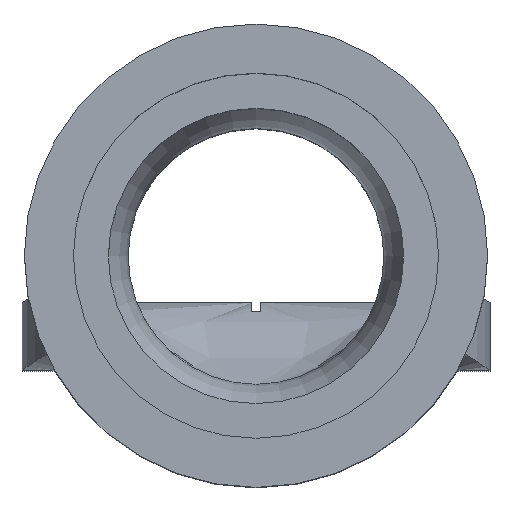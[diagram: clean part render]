
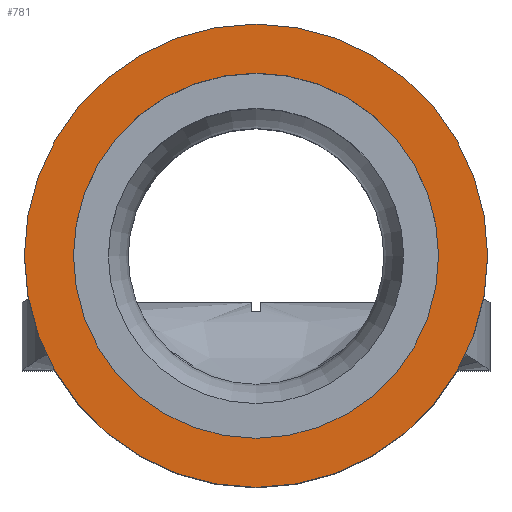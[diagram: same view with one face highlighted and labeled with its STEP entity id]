
A CAD part, top view. The second image highlights one B-rep face of the part: STEP entity #781.
In plain terms, the highlighted planar face has unit normal (0, 0, 1).
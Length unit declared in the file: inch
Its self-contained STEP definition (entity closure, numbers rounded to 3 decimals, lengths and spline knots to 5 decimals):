
#159=PLANE($,#847);
#202=FACE_BOUND($,#283,.T.);
#203=FACE_BOUND($,#284,.T.);
#283=EDGE_LOOP($,(#574));
#284=EDGE_LOOP($,(#575));
#340=CIRCLE($,#837,0.09675);
#343=CIRCLE($,#843,0.12275);
#375=VERTEX_POINT($,#1133);
#378=VERTEX_POINT($,#1142);
#452=EDGE_CURVE($,#375,#375,#340,.T.);
#455=EDGE_CURVE($,#378,#378,#343,.T.);
#574=ORIENTED_EDGE($,*,*,#452,.T.);
#575=ORIENTED_EDGE($,*,*,#455,.F.);
#781=ADVANCED_FACE($,(#202,#203),#159,.T.);
#837=AXIS2_PLACEMENT_3D($,#1134,#927,#928);
#843=AXIS2_PLACEMENT_3D($,#1143,#939,#940);
#847=AXIS2_PLACEMENT_3D($,#1148,#947,#948);
#927=DIRECTION('center_axis',(0.,0.,-1.));
#928=DIRECTION('ref_axis',(-1.,0.,0.));
#939=DIRECTION('center_axis',(0.,0.,-1.));
#940=DIRECTION('ref_axis',(-1.,0.,0.));
#947=DIRECTION('center_axis',(0.,0.,1.));
#948=DIRECTION('ref_axis',(1.,0.,0.));
#1133=CARTESIAN_POINT('',(0.09675,0.,0.365));
#1134=CARTESIAN_POINT('Origin',(0.,0.,0.365));
#1142=CARTESIAN_POINT('',(0.12275,0.,0.365));
#1143=CARTESIAN_POINT('Origin',(0.,0.,0.365));
#1148=CARTESIAN_POINT('Origin',(0.,0.,
0.365));
